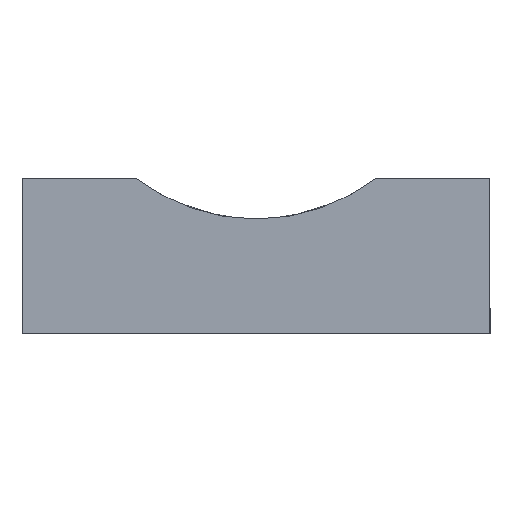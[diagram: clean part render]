
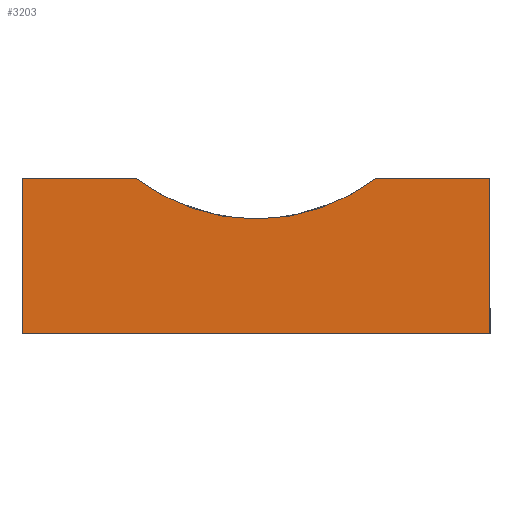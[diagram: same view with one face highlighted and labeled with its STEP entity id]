
A CAD part, left-side view. The second image highlights one B-rep face of the part: STEP entity #3203.
In plain terms, the highlighted planar face has unit normal (-1, 0, 0).
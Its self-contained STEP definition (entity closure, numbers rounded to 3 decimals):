
#548 = PLANE('',#549);
#549 = AXIS2_PLACEMENT_3D('',#550,#551,#552);
#550 = CARTESIAN_POINT('',(0.,12.,4.));
#551 = DIRECTION('',(0.,0.,-1.));
#552 = DIRECTION('',(0.,-1.,0.));
#896 = PLANE('',#897);
#897 = AXIS2_PLACEMENT_3D('',#898,#899,#900);
#898 = CARTESIAN_POINT('',(0.,0.,4.));
#899 = DIRECTION('',(0.,1.,0.));
#900 = DIRECTION('',(0.,0.,-1.));
#1593 = CYLINDRICAL_SURFACE('',#1594,5.05);
#1594 = AXIS2_PLACEMENT_3D('',#1595,#1596,#1597);
#1595 = CARTESIAN_POINT('',(76.,6.,8.));
#1596 = DIRECTION('',(1.,0.,0.));
#1597 = DIRECTION('',(0.,1.,0.));
#1656 = EDGE_CURVE('',#1657,#1659,#1661,.T.);
#1657 = VERTEX_POINT('',#1658);
#1658 = CARTESIAN_POINT('',(0.,2.917,4.));
#1659 = VERTEX_POINT('',#1660);
#1660 = CARTESIAN_POINT('',(0.,0.,4.));
#1661 = SURFACE_CURVE('',#1662,(#1666,#1673),.PCURVE_S1.);
#1662 = LINE('',#1663,#1664);
#1663 = CARTESIAN_POINT('',(0.,12.,4.));
#1664 = VECTOR('',#1665,1.);
#1665 = DIRECTION('',(0.,-1.,0.));
#1666 = PCURVE('',#548,#1667);
#1667 = DEFINITIONAL_REPRESENTATION('',(#1668),#1672);
#1668 = LINE('',#1669,#1670);
#1669 = CARTESIAN_POINT('',(0.,0.));
#1670 = VECTOR('',#1671,1.);
#1671 = DIRECTION('',(1.,0.));
#1672 = ( GEOMETRIC_REPRESENTATION_CONTEXT(2) 
PARAMETRIC_REPRESENTATION_CONTEXT() REPRESENTATION_CONTEXT('2D SPACE',''
  ) );
#1673 = PCURVE('',#1674,#1679);
#1674 = PLANE('',#1675);
#1675 = AXIS2_PLACEMENT_3D('',#1676,#1677,#1678);
#1676 = CARTESIAN_POINT('',(0.,6.,2.));
#1677 = DIRECTION('',(1.,0.,0.));
#1678 = DIRECTION('',(0.,0.,1.));
#1679 = DEFINITIONAL_REPRESENTATION('',(#1680),#1684);
#1680 = LINE('',#1681,#1682);
#1681 = CARTESIAN_POINT('',(2.,-6.));
#1682 = VECTOR('',#1683,1.);
#1683 = DIRECTION('',(0.,1.));
#1684 = ( GEOMETRIC_REPRESENTATION_CONTEXT(2) 
PARAMETRIC_REPRESENTATION_CONTEXT() REPRESENTATION_CONTEXT('2D SPACE',''
  ) );
#1932 = VERTEX_POINT('',#1933);
#1933 = CARTESIAN_POINT('',(0.,0.,0.));
#1947 = PLANE('',#1948);
#1948 = AXIS2_PLACEMENT_3D('',#1949,#1950,#1951);
#1949 = CARTESIAN_POINT('',(0.,0.,0.));
#1950 = DIRECTION('',(0.,0.,1.));
#1951 = DIRECTION('',(0.,1.,0.));
#1959 = EDGE_CURVE('',#1659,#1932,#1960,.T.);
#1960 = SURFACE_CURVE('',#1961,(#1965,#1972),.PCURVE_S1.);
#1961 = LINE('',#1962,#1963);
#1962 = CARTESIAN_POINT('',(0.,0.,4.));
#1963 = VECTOR('',#1964,1.);
#1964 = DIRECTION('',(0.,0.,-1.));
#1965 = PCURVE('',#896,#1966);
#1966 = DEFINITIONAL_REPRESENTATION('',(#1967),#1971);
#1967 = LINE('',#1968,#1969);
#1968 = CARTESIAN_POINT('',(0.,0.));
#1969 = VECTOR('',#1970,1.);
#1970 = DIRECTION('',(1.,0.));
#1971 = ( GEOMETRIC_REPRESENTATION_CONTEXT(2) 
PARAMETRIC_REPRESENTATION_CONTEXT() REPRESENTATION_CONTEXT('2D SPACE',''
  ) );
#1972 = PCURVE('',#1674,#1973);
#1973 = DEFINITIONAL_REPRESENTATION('',(#1974),#1978);
#1974 = LINE('',#1975,#1976);
#1975 = CARTESIAN_POINT('',(2.,6.));
#1976 = VECTOR('',#1977,1.);
#1977 = DIRECTION('',(-1.,0.));
#1978 = ( GEOMETRIC_REPRESENTATION_CONTEXT(2) 
PARAMETRIC_REPRESENTATION_CONTEXT() REPRESENTATION_CONTEXT('2D SPACE',''
  ) );
#2103 = PLANE('',#2104);
#2104 = AXIS2_PLACEMENT_3D('',#2105,#2106,#2107);
#2105 = CARTESIAN_POINT('',(0.,12.,0.));
#2106 = DIRECTION('',(0.,-1.,0.));
#2107 = DIRECTION('',(0.,0.,1.));
#2599 = PLANE('',#2600);
#2600 = AXIS2_PLACEMENT_3D('',#2601,#2602,#2603);
#2601 = CARTESIAN_POINT('',(0.,12.,4.));
#2602 = DIRECTION('',(0.,0.,-1.));
#2603 = DIRECTION('',(0.,-1.,0.));
#2862 = EDGE_CURVE('',#1657,#2863,#2865,.T.);
#2863 = VERTEX_POINT('',#2864);
#2864 = CARTESIAN_POINT('',(0.,9.083,4.));
#2865 = SURFACE_CURVE('',#2866,(#2871,#2878),.PCURVE_S1.);
#2866 = CIRCLE('',#2867,5.05);
#2867 = AXIS2_PLACEMENT_3D('',#2868,#2869,#2870);
#2868 = CARTESIAN_POINT('',(0.,6.,8.));
#2869 = DIRECTION('',(1.,0.,0.));
#2870 = DIRECTION('',(0.,1.,0.));
#2871 = PCURVE('',#1593,#2872);
#2872 = DEFINITIONAL_REPRESENTATION('',(#2873),#2877);
#2873 = LINE('',#2874,#2875);
#2874 = CARTESIAN_POINT('',(0.,-76.));
#2875 = VECTOR('',#2876,1.);
#2876 = DIRECTION('',(1.,0.));
#2877 = ( GEOMETRIC_REPRESENTATION_CONTEXT(2) 
PARAMETRIC_REPRESENTATION_CONTEXT() REPRESENTATION_CONTEXT('2D SPACE',''
  ) );
#2878 = PCURVE('',#1674,#2879);
#2879 = DEFINITIONAL_REPRESENTATION('',(#2880),#2884);
#2880 = CIRCLE('',#2881,5.05);
#2881 = AXIS2_PLACEMENT_2D('',#2882,#2883);
#2882 = CARTESIAN_POINT('',(6.,0.));
#2883 = DIRECTION('',(0.,-1.));
#2884 = ( GEOMETRIC_REPRESENTATION_CONTEXT(2) 
PARAMETRIC_REPRESENTATION_CONTEXT() REPRESENTATION_CONTEXT('2D SPACE',''
  ) );
#3203 = ADVANCED_FACE('',(#3204),#1674,.F.);
#3204 = FACE_BOUND('',#3205,.F.);
#3205 = EDGE_LOOP('',(#3206,#3207,#3230,#3253,#3274,#3275));
#3206 = ORIENTED_EDGE('',*,*,#1959,.T.);
#3207 = ORIENTED_EDGE('',*,*,#3208,.T.);
#3208 = EDGE_CURVE('',#1932,#3209,#3211,.T.);
#3209 = VERTEX_POINT('',#3210);
#3210 = CARTESIAN_POINT('',(0.,12.,0.));
#3211 = SURFACE_CURVE('',#3212,(#3216,#3223),.PCURVE_S1.);
#3212 = LINE('',#3213,#3214);
#3213 = CARTESIAN_POINT('',(0.,0.,0.));
#3214 = VECTOR('',#3215,1.);
#3215 = DIRECTION('',(0.,1.,0.));
#3216 = PCURVE('',#1674,#3217);
#3217 = DEFINITIONAL_REPRESENTATION('',(#3218),#3222);
#3218 = LINE('',#3219,#3220);
#3219 = CARTESIAN_POINT('',(-2.,6.));
#3220 = VECTOR('',#3221,1.);
#3221 = DIRECTION('',(0.,-1.));
#3222 = ( GEOMETRIC_REPRESENTATION_CONTEXT(2) 
PARAMETRIC_REPRESENTATION_CONTEXT() REPRESENTATION_CONTEXT('2D SPACE',''
  ) );
#3223 = PCURVE('',#1947,#3224);
#3224 = DEFINITIONAL_REPRESENTATION('',(#3225),#3229);
#3225 = LINE('',#3226,#3227);
#3226 = CARTESIAN_POINT('',(0.,-0.));
#3227 = VECTOR('',#3228,1.);
#3228 = DIRECTION('',(1.,0.));
#3229 = ( GEOMETRIC_REPRESENTATION_CONTEXT(2) 
PARAMETRIC_REPRESENTATION_CONTEXT() REPRESENTATION_CONTEXT('2D SPACE',''
  ) );
#3230 = ORIENTED_EDGE('',*,*,#3231,.T.);
#3231 = EDGE_CURVE('',#3209,#3232,#3234,.T.);
#3232 = VERTEX_POINT('',#3233);
#3233 = CARTESIAN_POINT('',(0.,12.,4.));
#3234 = SURFACE_CURVE('',#3235,(#3239,#3246),.PCURVE_S1.);
#3235 = LINE('',#3236,#3237);
#3236 = CARTESIAN_POINT('',(0.,12.,0.));
#3237 = VECTOR('',#3238,1.);
#3238 = DIRECTION('',(0.,0.,1.));
#3239 = PCURVE('',#1674,#3240);
#3240 = DEFINITIONAL_REPRESENTATION('',(#3241),#3245);
#3241 = LINE('',#3242,#3243);
#3242 = CARTESIAN_POINT('',(-2.,-6.));
#3243 = VECTOR('',#3244,1.);
#3244 = DIRECTION('',(1.,0.));
#3245 = ( GEOMETRIC_REPRESENTATION_CONTEXT(2) 
PARAMETRIC_REPRESENTATION_CONTEXT() REPRESENTATION_CONTEXT('2D SPACE',''
  ) );
#3246 = PCURVE('',#2103,#3247);
#3247 = DEFINITIONAL_REPRESENTATION('',(#3248),#3252);
#3248 = LINE('',#3249,#3250);
#3249 = CARTESIAN_POINT('',(0.,0.));
#3250 = VECTOR('',#3251,1.);
#3251 = DIRECTION('',(1.,0.));
#3252 = ( GEOMETRIC_REPRESENTATION_CONTEXT(2) 
PARAMETRIC_REPRESENTATION_CONTEXT() REPRESENTATION_CONTEXT('2D SPACE',''
  ) );
#3253 = ORIENTED_EDGE('',*,*,#3254,.T.);
#3254 = EDGE_CURVE('',#3232,#2863,#3255,.T.);
#3255 = SURFACE_CURVE('',#3256,(#3260,#3267),.PCURVE_S1.);
#3256 = LINE('',#3257,#3258);
#3257 = CARTESIAN_POINT('',(0.,12.,4.));
#3258 = VECTOR('',#3259,1.);
#3259 = DIRECTION('',(0.,-1.,0.));
#3260 = PCURVE('',#1674,#3261);
#3261 = DEFINITIONAL_REPRESENTATION('',(#3262),#3266);
#3262 = LINE('',#3263,#3264);
#3263 = CARTESIAN_POINT('',(2.,-6.));
#3264 = VECTOR('',#3265,1.);
#3265 = DIRECTION('',(0.,1.));
#3266 = ( GEOMETRIC_REPRESENTATION_CONTEXT(2) 
PARAMETRIC_REPRESENTATION_CONTEXT() REPRESENTATION_CONTEXT('2D SPACE',''
  ) );
#3267 = PCURVE('',#2599,#3268);
#3268 = DEFINITIONAL_REPRESENTATION('',(#3269),#3273);
#3269 = LINE('',#3270,#3271);
#3270 = CARTESIAN_POINT('',(0.,0.));
#3271 = VECTOR('',#3272,1.);
#3272 = DIRECTION('',(1.,0.));
#3273 = ( GEOMETRIC_REPRESENTATION_CONTEXT(2) 
PARAMETRIC_REPRESENTATION_CONTEXT() REPRESENTATION_CONTEXT('2D SPACE',''
  ) );
#3274 = ORIENTED_EDGE('',*,*,#2862,.F.);
#3275 = ORIENTED_EDGE('',*,*,#1656,.T.);
